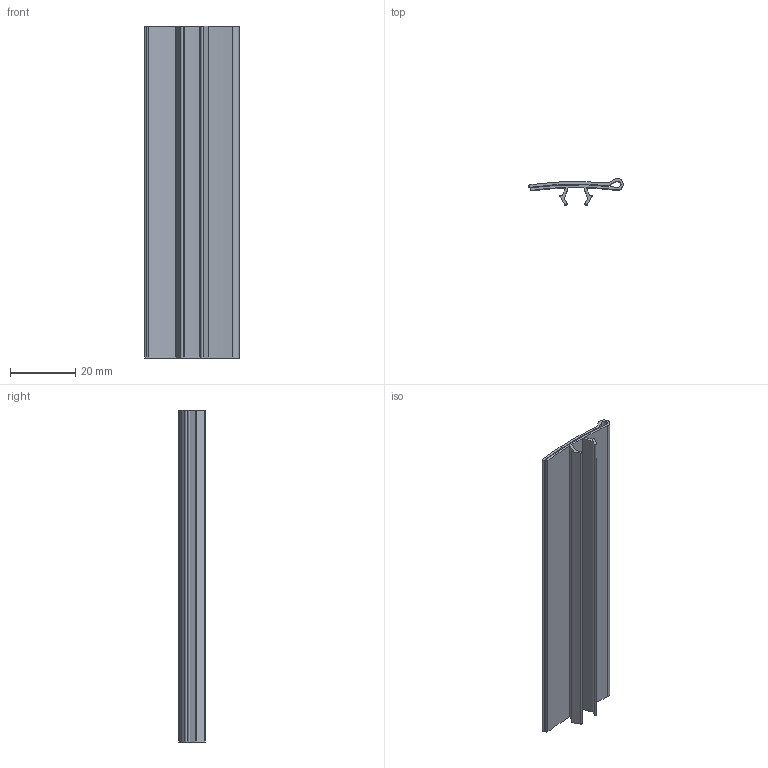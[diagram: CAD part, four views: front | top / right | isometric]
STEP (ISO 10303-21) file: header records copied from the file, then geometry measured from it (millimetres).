
FILE_DESCRIPTION (( 'STEP AP203' ), '1' );
FILE_NAME ('482537650_c_1.STEP', '2023-01-26T05:25:49', ( '' ), ( '' ), 'SwSTEP 2.0', 'SolidWorks 2014', '' );
FILE_SCHEMA (( 'CONFIG_CONTROL_DESIGN' ));
Length unit declared in the file: millimetre
Products named in the file (1): 482537650_c_1
Bounding box: 29 x 8.1 x 102 mm (x, y, z)
Volume: 5799.4 mm3; surface area: 14648.3 mm2
Topology: 1 solids, 1 shells, 41 faces, 117 edges, 78 vertices
Faces by surface type: plane 21, cylinder 20
Entity records: 1432 total; most frequent: DIRECTION 245, CARTESIAN_POINT 237, ORIENTED_EDGE 234, EDGE_CURVE 117, AXIS2_PLACEMENT_3D 86, VERTEX_POINT 78, LINE 73, VECTOR 73
